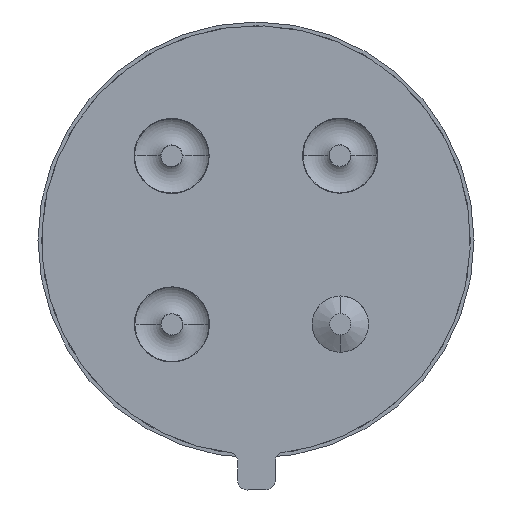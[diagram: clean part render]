
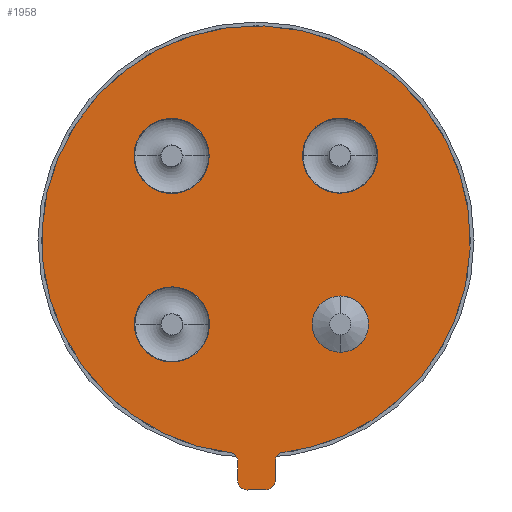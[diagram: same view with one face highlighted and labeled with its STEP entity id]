
A CAD part, front view. The second image highlights one B-rep face of the part: STEP entity #1958.
In plain terms, the highlighted planar face has unit normal (0, -1, 0).
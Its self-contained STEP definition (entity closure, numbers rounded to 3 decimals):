
#1455=CARTESIAN_POINT('',(0.,0.,0.));
#1456=DIRECTION('',(0.,-1.,0.));
#1457=DIRECTION('',(0.,0.,1.));
#1458=AXIS2_PLACEMENT_3D('',#1455,#1456,#1457);
#1460=CARTESIAN_POINT('',(0.,0.,0.));
#1461=DIRECTION('',(0.,-1.,0.));
#1462=DIRECTION('',(0.,0.,-1.));
#1463=AXIS2_PLACEMENT_3D('',#1460,#1461,#1462);
#1465=CARTESIAN_POINT('',(0.,0.,0.));
#1466=DIRECTION('',(0.,-1.,0.));
#1467=DIRECTION('',(-0.874,0.,-0.486));
#1468=AXIS2_PLACEMENT_3D('',#1465,#1466,#1467);
#1470=CARTESIAN_POINT('',(-4.135,0.,-2.362));
#1471=DIRECTION('',(0.,1.,0.));
#1472=DIRECTION('',(0.,0.,1.));
#1473=AXIS2_PLACEMENT_3D('',#1470,#1471,#1472);
#1475=CARTESIAN_POINT('',(-4.135,0.,-2.362));
#1476=DIRECTION('',(0.,1.,0.));
#1477=DIRECTION('',(-0.382,0.,0.924));
#1478=AXIS2_PLACEMENT_3D('',#1475,#1476,#1477);
#1480=DIRECTION('',(0.924,0.,0.382));
#1481=VECTOR('',#1480,0.406);
#1482=CARTESIAN_POINT('',(-4.586,0.,-2.333));
#1483=LINE('',#1482,#1481);
#1484=CARTESIAN_POINT('',(-4.663,0.,-2.148));
#1485=DIRECTION('',(0.,-1.,0.));
#1486=DIRECTION('',(0.,0.,-1.));
#1487=AXIS2_PLACEMENT_3D('',#1484,#1485,#1486);
#1489=CARTESIAN_POINT('',(-4.663,0.,-2.148));
#1490=DIRECTION('',(0.,-1.,0.));
#1491=DIRECTION('',(-0.924,0.,-0.383));
#1492=AXIS2_PLACEMENT_3D('',#1489,#1490,#1491);
#1494=DIRECTION('',(0.383,0.,-0.924));
#1495=VECTOR('',#1494,0.399);
#1496=CARTESIAN_POINT('',(-5.,0.,-1.856));
#1497=LINE('',#1496,#1495);
#1498=CARTESIAN_POINT('',(-4.816,0.,-1.78));
#1499=DIRECTION('',(0.,-1.,0.));
#1500=DIRECTION('',(-0.376,0.,0.927));
#1501=AXIS2_PLACEMENT_3D('',#1498,#1499,#1500);
#1503=DIRECTION('',(-0.927,0.,-0.376));
#1504=VECTOR('',#1503,0.403);
#1505=CARTESIAN_POINT('',(-4.517,0.,-1.443));
#1506=LINE('',#1505,#1504);
#1507=CARTESIAN_POINT('',(-4.592,0.,-1.257));
#1508=DIRECTION('',(0.,1.,0.));
#1509=DIRECTION('',(1.,0.,-0.022));
#1510=AXIS2_PLACEMENT_3D('',#1507,#1508,#1509);
#1512=CARTESIAN_POINT('',(-0.972,0.,-2.347));
#1513=DIRECTION('',(0.,1.,0.));
#1514=DIRECTION('',(0.,0.,1.));
#1515=AXIS2_PLACEMENT_3D('',#1512,#1513,#1514);
#1517=CARTESIAN_POINT('',(-0.972,0.,-2.347));
#1518=DIRECTION('',(0.,1.,0.));
#1519=DIRECTION('',(0.,0.,-1.));
#1520=AXIS2_PLACEMENT_3D('',#1517,#1518,#1519);
#1522=CARTESIAN_POINT('',(0.972,0.,2.347));
#1523=DIRECTION('',(0.,1.,0.));
#1524=DIRECTION('',(0.,0.,1.));
#1525=AXIS2_PLACEMENT_3D('',#1522,#1523,#1524);
#1527=CARTESIAN_POINT('',(0.972,0.,2.347));
#1528=DIRECTION('',(0.,1.,0.));
#1529=DIRECTION('',(0.,0.,-1.));
#1530=AXIS2_PLACEMENT_3D('',#1527,#1528,#1529);
#1532=CARTESIAN_POINT('',(2.347,0.,-0.972));
#1533=DIRECTION('',(0.,1.,0.));
#1534=DIRECTION('',(0.,0.,1.));
#1535=AXIS2_PLACEMENT_3D('',#1532,#1533,#1534);
#1537=CARTESIAN_POINT('',(2.347,0.,-0.972));
#1538=DIRECTION('',(0.,1.,0.));
#1539=DIRECTION('',(0.,0.,-1.));
#1540=AXIS2_PLACEMENT_3D('',#1537,#1538,#1539);
#1542=CARTESIAN_POINT('',(-2.347,0.,0.972));
#1543=DIRECTION('',(0.,1.,0.));
#1544=DIRECTION('',(0.,0.,1.));
#1545=AXIS2_PLACEMENT_3D('',#1542,#1543,#1544);
#1547=CARTESIAN_POINT('',(-2.347,0.,0.972));
#1548=DIRECTION('',(0.,1.,0.));
#1549=DIRECTION('',(0.,0.,-1.));
#1550=AXIS2_PLACEMENT_3D('',#1547,#1548,#1549);
#1789=CARTESIAN_POINT('',(-4.663,0.,-2.348));
#1790=CARTESIAN_POINT('',(-4.586,0.,-2.333));
#1791=VERTEX_POINT('',#1789);
#1792=VERTEX_POINT('',#1790);
#1797=CARTESIAN_POINT('',(-3.995,0.,-2.219));
#1799=VERTEX_POINT('',#1797);
#1808=CARTESIAN_POINT('',(0.,0.,4.57));
#1810=VERTEX_POINT('',#1808);
#1811=CARTESIAN_POINT('',(-0.972,0.,-2.947));
#1812=CARTESIAN_POINT('',(-0.972,0.,-1.747));
#1813=VERTEX_POINT('',#1811);
#1814=VERTEX_POINT('',#1812);
#1816=CARTESIAN_POINT('',(-4.517,0.,-1.443));
#1818=VERTEX_POINT('',#1816);
#1823=CARTESIAN_POINT('',(2.347,0.,-1.772));
#1824=CARTESIAN_POINT('',(2.347,0.,-0.172));
#1825=VERTEX_POINT('',#1823);
#1826=VERTEX_POINT('',#1824);
#1829=CARTESIAN_POINT('',(-4.211,0.,-2.177));
#1830=VERTEX_POINT('',#1829);
#1831=CARTESIAN_POINT('',(-2.347,0.,0.172));
#1832=CARTESIAN_POINT('',(-2.347,0.,1.772));
#1833=VERTEX_POINT('',#1831);
#1834=VERTEX_POINT('',#1832);
#1835=CARTESIAN_POINT('',(0.,0.,-4.57));
#1836=VERTEX_POINT('',#1835);
#1839=CARTESIAN_POINT('',(-4.135,0.,-2.162));
#1840=VERTEX_POINT('',#1839);
#1853=CARTESIAN_POINT('',(-4.891,0.,-1.594));
#1854=VERTEX_POINT('',#1853);
#1855=CARTESIAN_POINT('',(-5.,0.,-1.856));
#1856=VERTEX_POINT('',#1855);
#1859=CARTESIAN_POINT('',(-4.848,0.,-2.225));
#1860=VERTEX_POINT('',#1859);
#1863=CARTESIAN_POINT('',(-4.392,0.,-1.262));
#1865=VERTEX_POINT('',#1863);
#1881=CARTESIAN_POINT('',(0.972,0.,1.547));
#1882=VERTEX_POINT('',#1881);
#1883=CARTESIAN_POINT('',(0.972,0.,3.147));
#1884=VERTEX_POINT('',#1883);
#1905=CARTESIAN_POINT('',(0.,0.,0.));
#1906=DIRECTION('',(0.,-1.,0.));
#1907=DIRECTION('',(0.,0.,-1.));
#1908=AXIS2_PLACEMENT_3D('',#1905,#1906,#1907);
#1909=PLANE('',#1908);
#1911=ORIENTED_EDGE('',*,*,#1910,.F.);
#1913=ORIENTED_EDGE('',*,*,#1912,.F.);
#1915=ORIENTED_EDGE('',*,*,#1914,.F.);
#1916=ORIENTED_EDGE('',*,*,#1890,.F.);
#1917=ORIENTED_EDGE('',*,*,#1900,.F.);
#1919=ORIENTED_EDGE('',*,*,#1918,.F.);
#1921=ORIENTED_EDGE('',*,*,#1920,.F.);
#1923=ORIENTED_EDGE('',*,*,#1922,.F.);
#1925=ORIENTED_EDGE('',*,*,#1924,.F.);
#1927=ORIENTED_EDGE('',*,*,#1926,.F.);
#1929=ORIENTED_EDGE('',*,*,#1928,.F.);
#1931=ORIENTED_EDGE('',*,*,#1930,.F.);
#1932=EDGE_LOOP('',(#1911,#1913,#1915,#1916,#1917,#1919,#1921,#1923,#1925,#1927,
#1929,#1931));
#1933=FACE_OUTER_BOUND('',#1932,.F.);
#1935=ORIENTED_EDGE('',*,*,#1934,.F.);
#1937=ORIENTED_EDGE('',*,*,#1936,.F.);
#1938=EDGE_LOOP('',(#1935,#1937));
#1939=FACE_BOUND('',#1938,.F.);
#1941=ORIENTED_EDGE('',*,*,#1940,.F.);
#1943=ORIENTED_EDGE('',*,*,#1942,.F.);
#1944=EDGE_LOOP('',(#1941,#1943));
#1945=FACE_BOUND('',#1944,.F.);
#1947=ORIENTED_EDGE('',*,*,#1946,.F.);
#1949=ORIENTED_EDGE('',*,*,#1948,.F.);
#1950=EDGE_LOOP('',(#1947,#1949));
#1951=FACE_BOUND('',#1950,.F.);
#1953=ORIENTED_EDGE('',*,*,#1952,.F.);
#1955=ORIENTED_EDGE('',*,*,#1954,.F.);
#1956=EDGE_LOOP('',(#1953,#1955));
#1957=FACE_BOUND('',#1956,.F.);
#1459=CIRCLE('',#1458,4.57);
#1464=CIRCLE('',#1463,4.57);
#1469=CIRCLE('',#1468,4.57);
#1474=CIRCLE('',#1473,0.2);
#1479=CIRCLE('',#1478,0.2);
#1488=CIRCLE('',#1487,0.2);
#1493=CIRCLE('',#1492,0.2);
#1502=CIRCLE('',#1501,0.2);
#1511=CIRCLE('',#1510,0.2);
#1516=CIRCLE('',#1515,0.6);
#1521=CIRCLE('',#1520,0.6);
#1526=CIRCLE('',#1525,0.8);
#1531=CIRCLE('',#1530,0.8);
#1536=CIRCLE('',#1535,0.8);
#1541=CIRCLE('',#1540,0.8);
#1546=CIRCLE('',#1545,0.8);
#1551=CIRCLE('',#1550,0.8);
#1890=EDGE_CURVE('',#1840,#1799,#1474,.T.);
#1900=EDGE_CURVE('',#1830,#1840,#1479,.T.);
#1910=EDGE_CURVE('',#1810,#1865,#1459,.T.);
#1912=EDGE_CURVE('',#1836,#1810,#1464,.T.);
#1914=EDGE_CURVE('',#1799,#1836,#1469,.T.);
#1918=EDGE_CURVE('',#1792,#1830,#1483,.T.);
#1920=EDGE_CURVE('',#1791,#1792,#1488,.T.);
#1922=EDGE_CURVE('',#1860,#1791,#1493,.T.);
#1924=EDGE_CURVE('',#1856,#1860,#1497,.T.);
#1926=EDGE_CURVE('',#1854,#1856,#1502,.T.);
#1928=EDGE_CURVE('',#1818,#1854,#1506,.T.);
#1930=EDGE_CURVE('',#1865,#1818,#1511,.T.);
#1934=EDGE_CURVE('',#1814,#1813,#1516,.T.);
#1936=EDGE_CURVE('',#1813,#1814,#1521,.T.);
#1940=EDGE_CURVE('',#1884,#1882,#1526,.T.);
#1942=EDGE_CURVE('',#1882,#1884,#1531,.T.);
#1946=EDGE_CURVE('',#1826,#1825,#1536,.T.);
#1948=EDGE_CURVE('',#1825,#1826,#1541,.T.);
#1952=EDGE_CURVE('',#1834,#1833,#1546,.T.);
#1954=EDGE_CURVE('',#1833,#1834,#1551,.T.);
#1958=ADVANCED_FACE('',(#1933,#1939,#1945,#1951,#1957),#1909,.T.);
